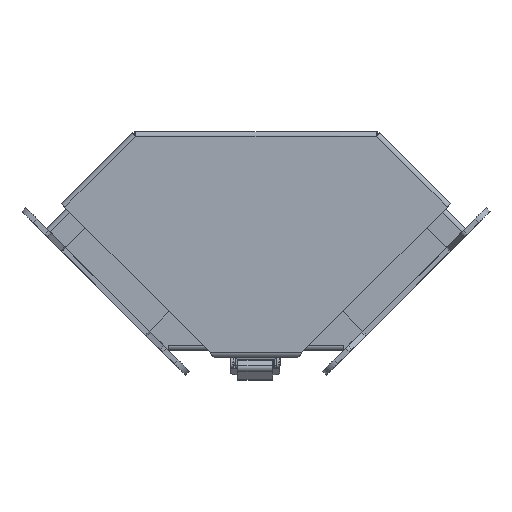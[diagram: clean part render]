
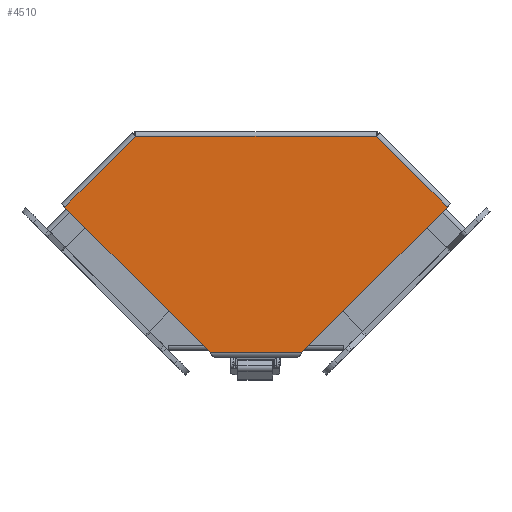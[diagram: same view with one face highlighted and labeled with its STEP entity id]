
A CAD part, top view. The second image highlights one B-rep face of the part: STEP entity #4510.
In plain terms, the highlighted planar face has unit normal (0, 0, 1).
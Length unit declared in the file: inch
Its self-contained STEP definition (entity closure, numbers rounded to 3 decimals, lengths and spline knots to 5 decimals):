
#331 = VERTEX_POINT ( 'NONE', #2068 ) ;
#534 = EDGE_CURVE ( 'NONE', #8646, #5612, #9256, .T. ) ;
#698 = ORIENTED_EDGE ( 'NONE', *, *, #1733, .F. ) ;
#1039 = CARTESIAN_POINT ( 'NONE',  ( -4.44077, 3.32861, 4.222 ) ) ;
#1370 = CARTESIAN_POINT ( 'NONE',  ( -4.44077, 3.32861, 4.222 ) ) ;
#1733 = EDGE_CURVE ( 'NONE', #8731, #5050, #5616, .T. ) ;
#1818 = CARTESIAN_POINT ( 'NONE',  ( -1.06127, -0.05089, 4.222 ) ) ;
#2068 = CARTESIAN_POINT ( 'NONE',  ( 1.06127, -0.05089, 4.222 ) ) ;
#2360 = LINE ( 'NONE', #9925, #3071 ) ;
#2743 = EDGE_CURVE ( 'NONE', #5050, #8646, #2360, .T. ) ;
#3071 = VECTOR ( 'NONE', #11740, 39.37008 ) ;
#3230 = PLANE ( 'NONE',  #5480 ) ;
#3438 = DIRECTION ( 'NONE',  ( 0.707, -0.707, 0. ) ) ;
#3695 = CARTESIAN_POINT ( 'NONE',  ( 2.79726, 4.97211, 4.222 ) ) ;
#3976 = VECTOR ( 'NONE', #9775, 39.37008 ) ;
#4418 = EDGE_CURVE ( 'NONE', #331, #5612, #8036, .T. ) ;
#4510 = ADVANCED_FACE ( 'NONE', ( #11792 ), #3230, .F. ) ;
#4529 = ORIENTED_EDGE ( 'NONE', *, *, #2743, .F. ) ;
#4566 = CARTESIAN_POINT ( 'NONE',  ( -4.51714, 3.40497, 4.222 ) ) ;
#4620 = VECTOR ( 'NONE', #3438, 39.37008 ) ;
#5050 = VERTEX_POINT ( 'NONE', #6575 ) ;
#5165 = DIRECTION ( 'NONE',  ( -1., 0., 0. ) ) ;
#5480 = AXIS2_PLACEMENT_3D ( 'NONE', #7039, #6162, #5165 ) ;
#5612 = VERTEX_POINT ( 'NONE', #11038 ) ;
#5616 = LINE ( 'NONE', #1039, #8716 ) ;
#5678 = DIRECTION ( 'NONE',  ( 0.707, 0.707, 0. ) ) ;
#5807 = EDGE_CURVE ( 'NONE', #331, #9541, #8603, .T. ) ;
#5855 = DIRECTION ( 'NONE',  ( 0.707, -0.707, 0. ) ) ;
#5995 = ORIENTED_EDGE ( 'NONE', *, *, #4418, .T. ) ;
#6112 = EDGE_LOOP ( 'NONE', ( #9654, #5995, #11699, #4529, #698, #6244 ) ) ;
#6162 = DIRECTION ( 'NONE',  ( 0., 0., -1. ) ) ;
#6182 = CARTESIAN_POINT ( 'NONE',  ( 2.79726, 4.97211, 4.222 ) ) ;
#6244 = ORIENTED_EDGE ( 'NONE', *, *, #10690, .T. ) ;
#6575 = CARTESIAN_POINT ( 'NONE',  ( -2.79726, 4.97211, 4.222 ) ) ;
#6713 = VECTOR ( 'NONE', #5855, 39.37008 ) ;
#6853 = VECTOR ( 'NONE', #10097, 39.37008 ) ;
#7039 = CARTESIAN_POINT ( 'NONE',  ( 0., 7.92211, 4.222 ) ) ;
#7247 = LINE ( 'NONE', #4566, #4620 ) ;
#8036 = LINE ( 'NONE', #8161, #6853 ) ;
#8161 = CARTESIAN_POINT ( 'NONE',  ( 4.51714, 3.40497, 4.222 ) ) ;
#8603 = LINE ( 'NONE', #9652, #3976 ) ;
#8646 = VERTEX_POINT ( 'NONE', #6182 ) ;
#8716 = VECTOR ( 'NONE', #5678, 39.37008 ) ;
#8731 = VERTEX_POINT ( 'NONE', #1370 ) ;
#9256 = LINE ( 'NONE', #3695, #6713 ) ;
#9541 = VERTEX_POINT ( 'NONE', #1818 ) ;
#9652 = CARTESIAN_POINT ( 'NONE',  ( 0., -0.05089, 4.222 ) ) ;
#9654 = ORIENTED_EDGE ( 'NONE', *, *, #5807, .F. ) ;
#9775 = DIRECTION ( 'NONE',  ( -1., 0., 0. ) ) ;
#9925 = CARTESIAN_POINT ( 'NONE',  ( 0., 4.97211, 4.222 ) ) ;
#10097 = DIRECTION ( 'NONE',  ( 0.707, 0.707, 0. ) ) ;
#10690 = EDGE_CURVE ( 'NONE', #8731, #9541, #7247, .T. ) ;
#11038 = CARTESIAN_POINT ( 'NONE',  ( 4.44077, 3.32861, 4.222 ) ) ;
#11699 = ORIENTED_EDGE ( 'NONE', *, *, #534, .F. ) ;
#11740 = DIRECTION ( 'NONE',  ( 1., 0., 0. ) ) ;
#11792 = FACE_OUTER_BOUND ( 'NONE', #6112, .T. ) ;
